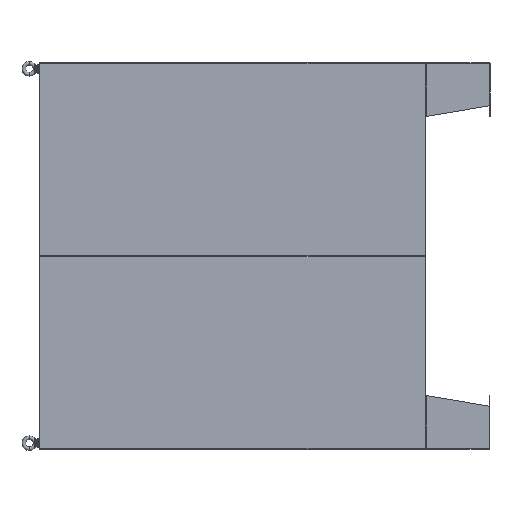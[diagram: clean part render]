
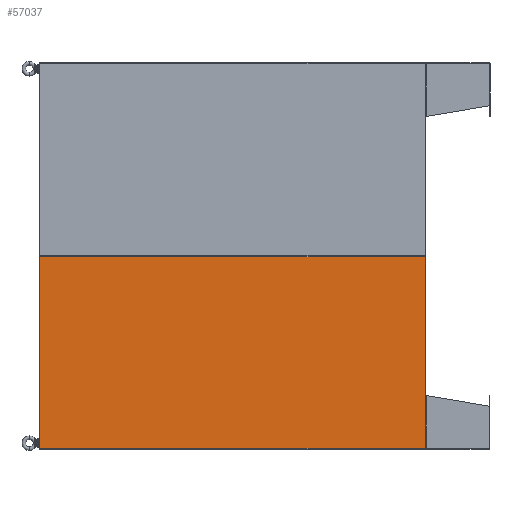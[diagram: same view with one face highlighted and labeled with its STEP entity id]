
A CAD part, left-side view. The second image highlights one B-rep face of the part: STEP entity #57037.
In plain terms, the highlighted face is planar.
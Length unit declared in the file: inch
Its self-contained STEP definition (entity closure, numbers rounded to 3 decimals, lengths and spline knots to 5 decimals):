
#2665 = CARTESIAN_POINT ( 'NONE',  ( 36.0315, 0., 35.9675 ) ) ;
#24844 = EDGE_CURVE ( 'NONE', #33267, #83683, #74855, .T. ) ;
#25364 = VECTOR ( 'NONE', #36098, 39.37008 ) ;
#26361 = ORIENTED_EDGE ( 'NONE', *, *, #60611, .T. ) ;
#33267 = VERTEX_POINT ( 'NONE', #167562 ) ;
#36098 = DIRECTION ( 'NONE',  ( 1., 0., 0. ) ) ;
#38982 = CARTESIAN_POINT ( 'NONE',  ( 35.8885, 0., 0. ) ) ;
#39387 = LINE ( 'NONE', #38982, #125275 ) ;
#50146 = EDGE_CURVE ( 'NONE', #148465, #188344, #194409, .T. ) ;
#50357 = DIRECTION ( 'NONE',  ( -1., 0., 0. ) ) ;
#57037 = ADVANCED_FACE ( 'NONE', ( #174813 ), #114326, .T. ) ;
#60611 = EDGE_CURVE ( 'NONE', #188344, #33267, #149902, .T. ) ;
#64137 = VECTOR ( 'NONE', #135428, 39.37008 ) ;
#69559 = ORIENTED_EDGE ( 'NONE', *, *, #94787, .T. ) ;
#72440 = EDGE_LOOP ( 'NONE', ( #196998, #69559, #183648, #26361 ) ) ;
#74855 = LINE ( 'NONE', #2665, #25364 ) ;
#81682 = CARTESIAN_POINT ( 'NONE',  ( 36.0315, 0., 0. ) ) ;
#81754 = AXIS2_PLACEMENT_3D ( 'NONE', #81682, #96989, #50357 ) ;
#82995 = VECTOR ( 'NONE', #168476, 39.37008 ) ;
#83683 = VERTEX_POINT ( 'NONE', #117114 ) ;
#94787 = EDGE_CURVE ( 'NONE', #83683, #148465, #39387, .T. ) ;
#96989 = DIRECTION ( 'NONE',  ( 0., 1., 0. ) ) ;
#114326 = PLANE ( 'NONE',  #81754 ) ;
#117114 = CARTESIAN_POINT ( 'NONE',  ( 35.8885, 0., 35.9675 ) ) ;
#117905 = CARTESIAN_POINT ( 'NONE',  ( 0.143, 0., -35.9675 ) ) ;
#125275 = VECTOR ( 'NONE', #202903, 39.37008 ) ;
#135428 = DIRECTION ( 'NONE',  ( 0., 0., 1. ) ) ;
#135934 = CARTESIAN_POINT ( 'NONE',  ( 36.0315, 0., -35.9675 ) ) ;
#148465 = VERTEX_POINT ( 'NONE', #149170 ) ;
#149170 = CARTESIAN_POINT ( 'NONE',  ( 35.8885, 0., -35.9675 ) ) ;
#149902 = LINE ( 'NONE', #167339, #64137 ) ;
#167339 = CARTESIAN_POINT ( 'NONE',  ( 0.143, 0., 0. ) ) ;
#167562 = CARTESIAN_POINT ( 'NONE',  ( 0.143, 0., 35.9675 ) ) ;
#168476 = DIRECTION ( 'NONE',  ( -1., 0., 0. ) ) ;
#174813 = FACE_OUTER_BOUND ( 'NONE', #72440, .T. ) ;
#183648 = ORIENTED_EDGE ( 'NONE', *, *, #50146, .T. ) ;
#188344 = VERTEX_POINT ( 'NONE', #117905 ) ;
#194409 = LINE ( 'NONE', #135934, #82995 ) ;
#196998 = ORIENTED_EDGE ( 'NONE', *, *, #24844, .T. ) ;
#202903 = DIRECTION ( 'NONE',  ( 0., 0., -1. ) ) ;
